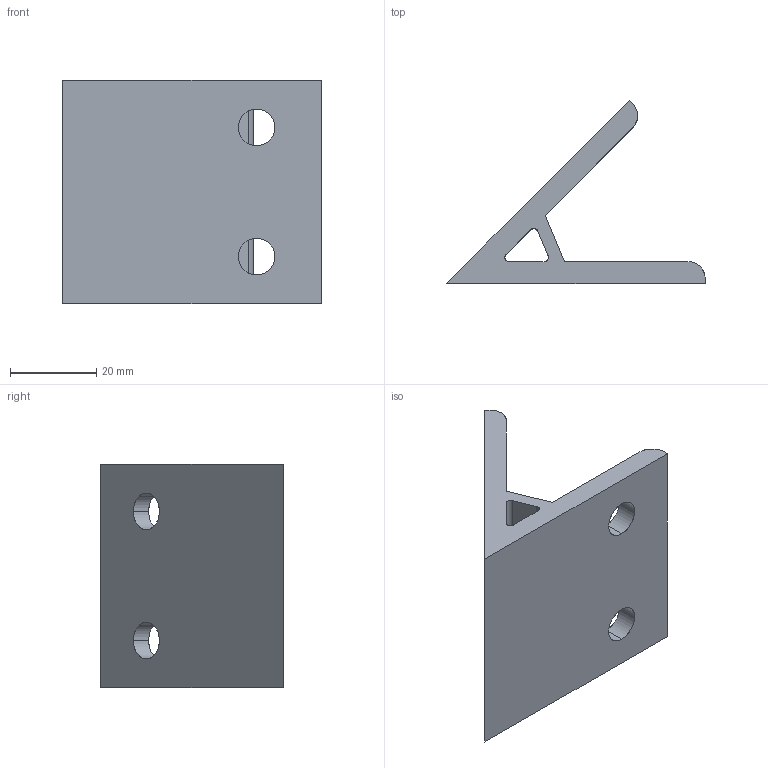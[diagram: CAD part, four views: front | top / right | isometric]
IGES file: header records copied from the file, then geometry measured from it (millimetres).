
Start section: SolidWorks IGES file using analytic representation for surfaces
Global section: file name: ALF-CC45-60.igs; native system: SolidWorks 2022; preprocessor: SolidWorks 2022; author: kb; date: 240812.160708; units: millimetre
Bounding box: 60 x 42.43 x 52 mm (x, y, z)
Surface area: 13289.9 mm2 (no closed solid volume)
Topology: 0 solids, 0 shells, 26 faces, 456 edges, 456 vertices
Faces by surface type: revolution 14, bspline 12
